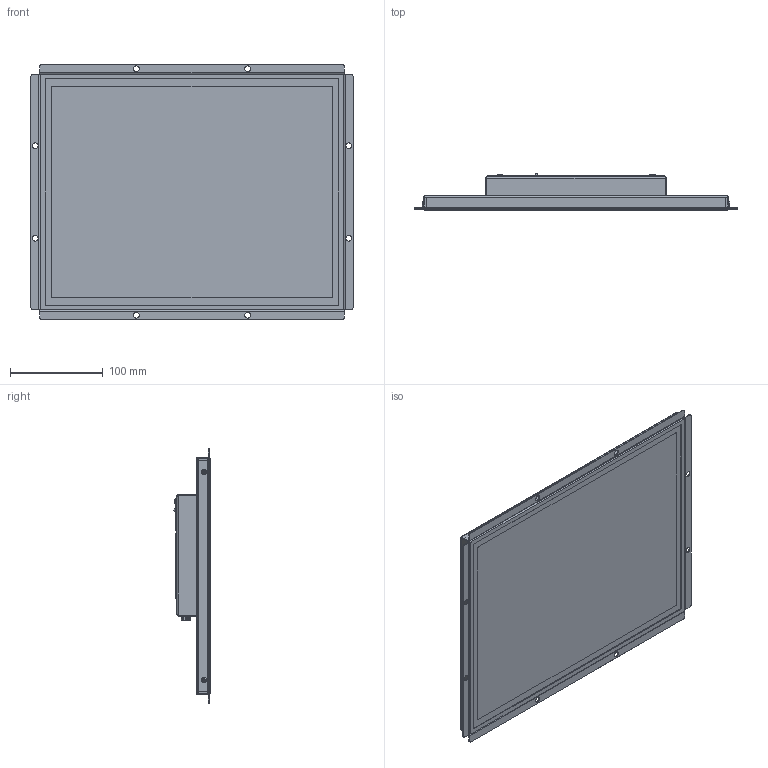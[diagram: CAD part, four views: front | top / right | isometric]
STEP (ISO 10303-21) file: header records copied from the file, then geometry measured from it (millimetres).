
FILE_DESCRIPTION(/* description */ ('TFT 15,0 Zoll 4_3 -Rev.1.0'),/* implementation_level */ '2;1');
FILE_NAME(/* name */ '20000071 TFT 15,0 Zoll 4_3 Rev.1.0.stp',/* time_stamp */ '2019-08-21T14:24:43+02:00',/* author */ ('Uwe Kosiol'),/* organization */ (''),/* preprocessor_version */ 'ST-DEVELOPER v17.2',/* originating_system */ 'Autodesk Inventor 2019',/* authorisation */ '');
FILE_SCHEMA (('AUTOMOTIVE_DESIGN { 1 0 10303 214 3 1 1 }'));
Length unit declared in the file: millimetre
Products named in the file (17): 20000071; 00003222 ; 00003230; ISO 7380-1 - M3 x 8; 00000070; 00000010; 00003223 ; 00003224; 00003225; 00003226 ; 00003227 ; 00000080; ANSI B18.3.4M - M3 x 0.5 x 3; DIN 125 - A 2,2; ISO 4032 - M2; ISO 7046-1 - M2 x 10; ANSI B18.3.4M - M3 x 0.5 x 5
Assembly tree (35 placements, depth 2):
  20000071
    00003222 
    00003230
    ISO 7380-1 - M3 x 8  x2
    00000070
    00000010
    00003223   x2
    00003224  x6
    00003225
    00003226 
    00003227 
    00000080
    ANSI B18.3.4M - M3 x 0.5 x 3  x4
    ISO 7046-1 - M2 x 10  x5
    DIN 125 - A 2,2
    ISO 4032 - M2
    ANSI B18.3.4M - M3 x 0.5 x 5  x6
Bounding box: 348 x 39 x 276 mm (x, y, z)
Volume: 1198601.6 mm3; surface area: 502230.1 mm2
Topology: 40 solids, 40 shells, 1582 faces, 4154 edges, 2771 vertices
Faces by surface type: plane 847, cylinder 337, cone 176, bspline 148, torus 69, sphere 5
Full cylindrical faces by diameter (mm): 0.5 x20, 0.8 x21, 1 x2, 1.5 x1, 1.567 x1, 1.755 x5, 2 x9, 2.1 x10, 2.2 x1, 2.459 x12, 2.5 x5, 2.9 x1, 3 x13, 3.2 x8, 3.3 x2, 3.4 x2, 3.5 x5, 3.8 x5, 4.4 x2, 5 x6, 5.1 x1, 5.41 x8, 5.42 x8, 5.7 x12, 6 x9
Entity records: 41567 total; most frequent: CARTESIAN_POINT 10292, ORIENTED_EDGE 6274, DIRECTION 5992, EDGE_CURVE 3137, VERTEX_POINT 2102, AXIS2_PLACEMENT_3D 2070, LINE 1852, VECTOR 1852
